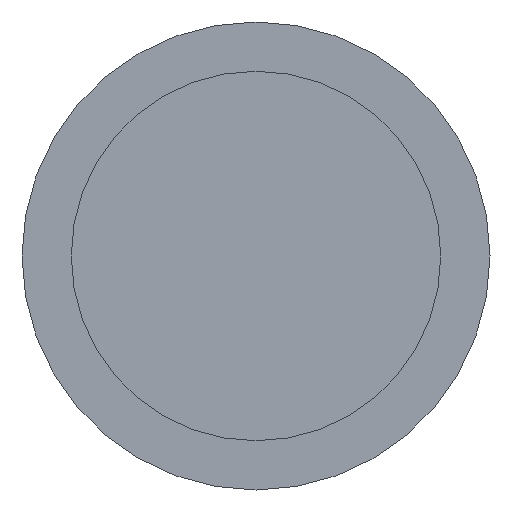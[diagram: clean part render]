
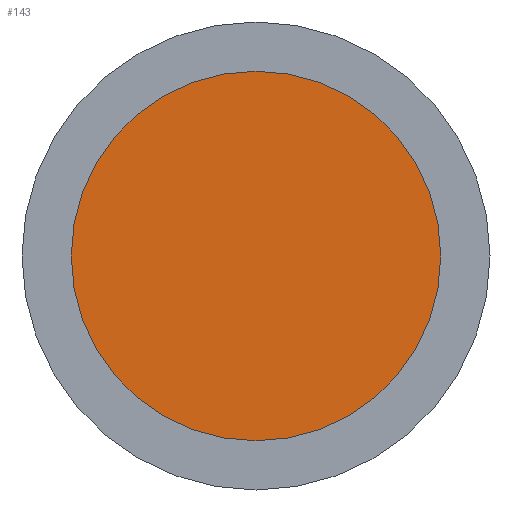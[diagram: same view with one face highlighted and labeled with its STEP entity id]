
A CAD part, front view. The second image highlights one B-rep face of the part: STEP entity #143.
In plain terms, the highlighted planar face has unit normal (0, -1, 0).
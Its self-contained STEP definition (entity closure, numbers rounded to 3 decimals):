
#37 = CIRCLE ( 'NONE', #340, 1.5 ) ;
#54 = CARTESIAN_POINT ( 'NONE',  ( 0., -10.54, 0. ) ) ;
#68 = EDGE_LOOP ( 'NONE', ( #215, #361 ) ) ;
#76 = CARTESIAN_POINT ( 'NONE',  ( 0., -10.54, 0. ) ) ;
#136 = FACE_OUTER_BOUND ( 'NONE', #68, .T. ) ;
#143 = ADVANCED_FACE ( 'NONE', ( #136 ), #306, .F. ) ;
#148 = DIRECTION ( 'NONE',  ( 0., 1., 0. ) ) ;
#151 = VERTEX_POINT ( 'NONE', #372 ) ;
#188 = DIRECTION ( 'NONE',  ( -1., 0., 0. ) ) ;
#195 = CIRCLE ( 'NONE', #273, 1.5 ) ;
#199 = EDGE_CURVE ( 'NONE', #151, #353, #195, .T. ) ;
#215 = ORIENTED_EDGE ( 'NONE', *, *, #199, .F. ) ;
#223 = DIRECTION ( 'NONE',  ( 0., 1., 0. ) ) ;
#254 = AXIS2_PLACEMENT_3D ( 'NONE', #263, #223, #257 ) ;
#256 = CARTESIAN_POINT ( 'NONE',  ( 1.5, -10.54, 0. ) ) ;
#257 = DIRECTION ( 'NONE',  ( -1., 0., 0. ) ) ;
#263 = CARTESIAN_POINT ( 'NONE',  ( 0., -10.54, 0. ) ) ;
#273 = AXIS2_PLACEMENT_3D ( 'NONE', #54, #148, #293 ) ;
#293 = DIRECTION ( 'NONE',  ( -1., 0., 0. ) ) ;
#306 = PLANE ( 'NONE',  #254 ) ;
#340 = AXIS2_PLACEMENT_3D ( 'NONE', #76, #349, #188 ) ;
#341 = EDGE_CURVE ( 'NONE', #353, #151, #37, .T. ) ;
#349 = DIRECTION ( 'NONE',  ( 0., 1., 0. ) ) ;
#353 = VERTEX_POINT ( 'NONE', #256 ) ;
#361 = ORIENTED_EDGE ( 'NONE', *, *, #341, .F. ) ;
#372 = CARTESIAN_POINT ( 'NONE',  ( -1.5, -10.54, 0. ) ) ;
